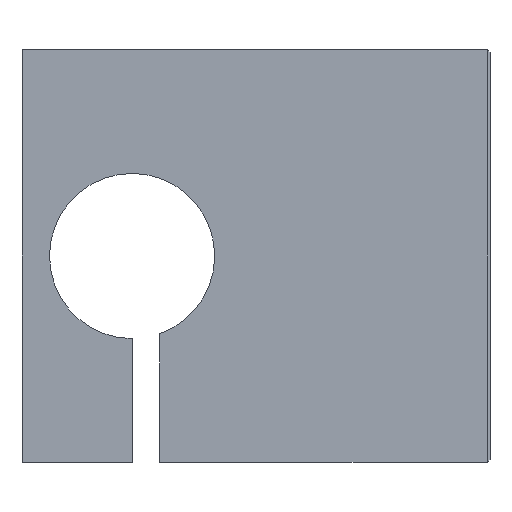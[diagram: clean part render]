
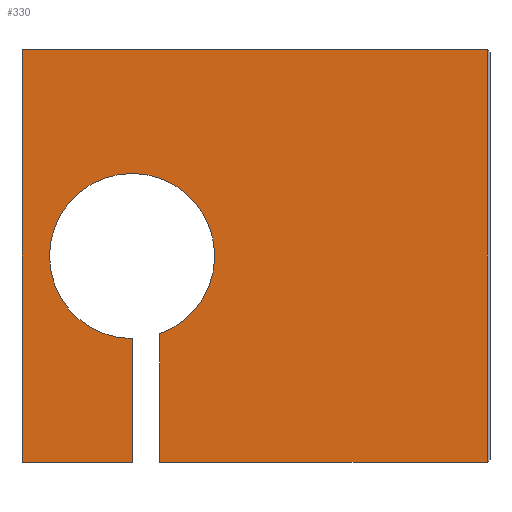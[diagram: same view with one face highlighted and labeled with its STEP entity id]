
A CAD part, front view. The second image highlights one B-rep face of the part: STEP entity #330.
In plain terms, the highlighted planar face has unit normal (0, -1, 0).
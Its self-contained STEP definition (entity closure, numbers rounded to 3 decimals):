
#38=CIRCLE('',#381,3.);
#55=FACE_OUTER_BOUND('',#84,.T.);
#84=EDGE_LOOP('',(#273,#274,#275,#276,#277,#278,#279,#280));
#96=LINE('',#495,#126);
#108=LINE('',#521,#138);
#110=LINE('',#549,#140);
#113=LINE('',#555,#143);
#115=LINE('',#559,#145);
#116=LINE('',#561,#146);
#117=LINE('',#562,#147);
#126=VECTOR('',#398,10.);
#138=VECTOR('',#420,10.);
#140=VECTOR('',#456,10.);
#143=VECTOR('',#461,10.);
#145=VECTOR('',#465,10.);
#146=VECTOR('',#466,10.);
#147=VECTOR('',#467,10.);
#152=VERTEX_POINT('',#485);
#155=VERTEX_POINT('',#493);
#164=VERTEX_POINT('',#520);
#173=VERTEX_POINT('',#548);
#174=VERTEX_POINT('',#552);
#175=VERTEX_POINT('',#554);
#176=VERTEX_POINT('',#558);
#177=VERTEX_POINT('',#560);
#184=EDGE_CURVE('',#155,#152,#96,.T.);
#197=EDGE_CURVE('',#164,#152,#108,.T.);
#207=EDGE_CURVE('',#173,#164,#110,.T.);
#210=EDGE_CURVE('',#175,#174,#113,.T.);
#212=EDGE_CURVE('',#176,#155,#115,.T.);
#213=EDGE_CURVE('',#177,#176,#116,.T.);
#214=EDGE_CURVE('',#177,#175,#117,.T.);
#215=EDGE_CURVE('',#174,#173,#38,.T.);
#273=ORIENTED_EDGE('',*,*,#184,.F.);
#274=ORIENTED_EDGE('',*,*,#212,.F.);
#275=ORIENTED_EDGE('',*,*,#213,.F.);
#276=ORIENTED_EDGE('',*,*,#214,.T.);
#277=ORIENTED_EDGE('',*,*,#210,.T.);
#278=ORIENTED_EDGE('',*,*,#215,.T.);
#279=ORIENTED_EDGE('',*,*,#207,.T.);
#280=ORIENTED_EDGE('',*,*,#197,.T.);
#310=PLANE('',#380);
#330=ADVANCED_FACE('',(#55),#310,.T.);
#380=AXIS2_PLACEMENT_3D('',#557,#463,#464);
#381=AXIS2_PLACEMENT_3D('',#563,#468,#469);
#398=DIRECTION('',(0.,0.,-1.));
#420=DIRECTION('',(1.,0.,0.));
#456=DIRECTION('',(0.,0.,-1.));
#461=DIRECTION('',(0.,0.,1.));
#463=DIRECTION('center_axis',(0.,-1.,0.));
#464=DIRECTION('ref_axis',(0.,0.,-1.));
#465=DIRECTION('',(1.,0.,0.));
#466=DIRECTION('',(0.,0.,1.));
#467=DIRECTION('',(1.,0.,0.));
#468=DIRECTION('center_axis',(0.,1.,0.));
#469=DIRECTION('ref_axis',(-1.,0.,0.));
#485=CARTESIAN_POINT('',(6.4,0.,-7.5));
#493=CARTESIAN_POINT('',(6.4,0.,7.5));
#495=CARTESIAN_POINT('',(6.4,0.,3.75));
#520=CARTESIAN_POINT('',(-5.5,0.,-7.5));
#521=CARTESIAN_POINT('',(-6.5,0.,-7.5));
#548=CARTESIAN_POINT('',(-5.5,0.,-2.828));
#549=CARTESIAN_POINT('',(-5.5,0.,-0.869));
#552=CARTESIAN_POINT('',(-6.5,0.,-3.));
#554=CARTESIAN_POINT('',(-6.5,0.,-7.5));
#555=CARTESIAN_POINT('',(-6.5,0.,-3.75));
#557=CARTESIAN_POINT('Origin',(-8.5,0.,0.));
#558=CARTESIAN_POINT('',(-10.5,0.,7.5));
#559=CARTESIAN_POINT('',(-10.5,0.,7.5));
#560=CARTESIAN_POINT('',(-10.5,0.,-7.5));
#561=CARTESIAN_POINT('',(-10.5,0.,-7.5));
#562=CARTESIAN_POINT('',(-6.5,0.,-7.5));
#563=CARTESIAN_POINT('Origin',(-6.5,0.,0.));
